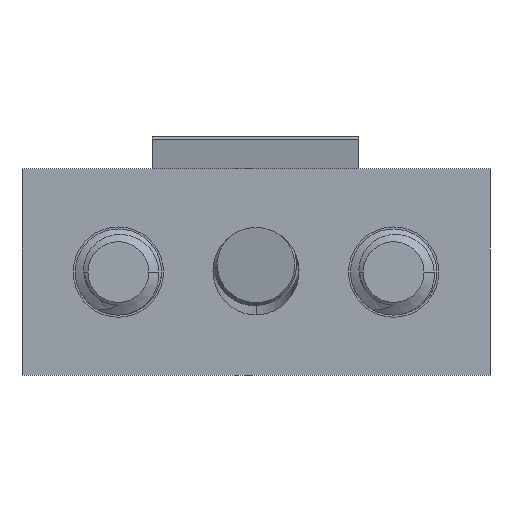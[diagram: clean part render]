
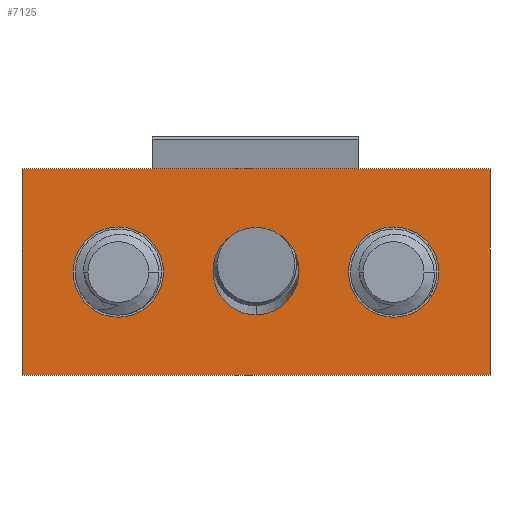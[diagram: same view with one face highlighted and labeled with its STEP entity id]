
A CAD part, front view. The second image highlights one B-rep face of the part: STEP entity #7125.
In plain terms, the highlighted planar face has unit normal (0, -1, 0).
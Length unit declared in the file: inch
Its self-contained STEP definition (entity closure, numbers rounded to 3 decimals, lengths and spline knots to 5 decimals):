
#46 = EDGE_CURVE ( 'NONE', #258, #3966, #4799, .T. ) ;
#136 = ORIENTED_EDGE ( 'NONE', *, *, #4011, .F. ) ;
#201 = EDGE_CURVE ( 'NONE', #2682, #2539, #6417, .T. ) ;
#258 = VERTEX_POINT ( 'NONE', #1478 ) ;
#379 = VECTOR ( 'NONE', #4080, 39.37008 ) ;
#437 = ORIENTED_EDGE ( 'NONE', *, *, #3089, .T. ) ;
#566 = VERTEX_POINT ( 'NONE', #5263 ) ;
#645 = ORIENTED_EDGE ( 'NONE', *, *, #1640, .F. ) ;
#658 = ORIENTED_EDGE ( 'NONE', *, *, #2730, .T. ) ;
#794 = CARTESIAN_POINT ( 'NONE',  ( 0., 0., 0. ) ) ;
#806 = CARTESIAN_POINT ( 'NONE',  ( -0.85, 0., -0.53051 ) ) ;
#814 = DIRECTION ( 'NONE',  ( 0., 0., 1. ) ) ;
#934 = EDGE_CURVE ( 'NONE', #4185, #4774, #7668, .T. ) ;
#993 = CARTESIAN_POINT ( 'NONE',  ( 0., 0., -0.75 ) ) ;
#1032 = ORIENTED_EDGE ( 'NONE', *, *, #2706, .F. ) ;
#1046 = DIRECTION ( 'NONE',  ( 1., 0., 0. ) ) ;
#1083 = LINE ( 'NONE', #5282, #1974 ) ;
#1266 = LINE ( 'NONE', #794, #5216 ) ;
#1312 = EDGE_CURVE ( 'NONE', #2539, #2682, #5492, .T. ) ;
#1422 = ORIENTED_EDGE ( 'NONE', *, *, #1312, .T. ) ;
#1423 = CARTESIAN_POINT ( 'NONE',  ( -1.35, 0., -0.211 ) ) ;
#1462 = CARTESIAN_POINT ( 'NONE',  ( -1.35, 0., -0.375 ) ) ;
#1478 = CARTESIAN_POINT ( 'NONE',  ( -1.7, 0., 0. ) ) ;
#1578 = CARTESIAN_POINT ( 'NONE',  ( -0.85, 0., -0.53051 ) ) ;
#1590 = FACE_BOUND ( 'NONE', #2524, .T. ) ;
#1640 = EDGE_CURVE ( 'NONE', #258, #3348, #3316, .T. ) ;
#1799 = CARTESIAN_POINT ( 'NONE',  ( -0.85, 0., -0.53051 ) ) ;
#1930 =( BOUNDED_CURVE ( )  B_SPLINE_CURVE ( 3, ( #7041, #5018, #7704, #1578 ),
 .UNSPECIFIED., .F., .T. ) 
 B_SPLINE_CURVE_WITH_KNOTS ( ( 4, 4 ),
 ( 0., 3.14159 ),
 .UNSPECIFIED. ) 
 CURVE ( )  GEOMETRIC_REPRESENTATION_ITEM ( )  RATIONAL_B_SPLINE_CURVE ( ( 1., 0.333, 0.333, 1. ) ) 
 REPRESENTATION_ITEM ( '' )  );
#1974 = VECTOR ( 'NONE', #1046, 39.37008 ) ;
#2311 = ORIENTED_EDGE ( 'NONE', *, *, #934, .F. ) ;
#2524 = EDGE_LOOP ( 'NONE', ( #8638, #1422 ) ) ;
#2538 = AXIS2_PLACEMENT_3D ( 'NONE', #3565, #5010, #814 ) ;
#2539 = VERTEX_POINT ( 'NONE', #4384 ) ;
#2682 = VERTEX_POINT ( 'NONE', #1423 ) ;
#2706 = EDGE_CURVE ( 'NONE', #3348, #5636, #1266, .T. ) ;
#2730 = EDGE_CURVE ( 'NONE', #566, #3170, #6356, .T. ) ;
#2773 = CARTESIAN_POINT ( 'NONE',  ( -1.7, 0., 0. ) ) ;
#2873 = CARTESIAN_POINT ( 'NONE',  ( -0.85, 0., -0.21319 ) ) ;
#2944 = DIRECTION ( 'NONE',  ( 0., -1., 0. ) ) ;
#3083 = CARTESIAN_POINT ( 'NONE',  ( -0.35, 0., -0.375 ) ) ;
#3089 = EDGE_CURVE ( 'NONE', #3170, #566, #3987, .T. ) ;
#3170 = VERTEX_POINT ( 'NONE', #4187 ) ;
#3316 = LINE ( 'NONE', #2773, #5775 ) ;
#3348 = VERTEX_POINT ( 'NONE', #8643 ) ;
#3543 = CARTESIAN_POINT ( 'NONE',  ( -0.35, 0., -0.375 ) ) ;
#3565 = CARTESIAN_POINT ( 'NONE',  ( -1.35, 0., -0.375 ) ) ;
#3673 = FACE_OUTER_BOUND ( 'NONE', #5552, .T. ) ;
#3703 = CARTESIAN_POINT ( 'NONE',  ( -1.7, 0., -0.75 ) ) ;
#3857 = EDGE_LOOP ( 'NONE', ( #136, #2311 ) ) ;
#3966 = VERTEX_POINT ( 'NONE', #3703 ) ;
#3987 = CIRCLE ( 'NONE', #7710, 0.164 ) ;
#4011 = EDGE_CURVE ( 'NONE', #4774, #4185, #1930, .T. ) ;
#4029 = DIRECTION ( 'NONE',  ( 0., 1., 0. ) ) ;
#4080 = DIRECTION ( 'NONE',  ( 0., 0., -1. ) ) ;
#4185 = VERTEX_POINT ( 'NONE', #1799 ) ;
#4187 = CARTESIAN_POINT ( 'NONE',  ( -0.35, 0., -0.539 ) ) ;
#4211 = CARTESIAN_POINT ( 'NONE',  ( -1.7, 0., 0. ) ) ;
#4270 = FACE_BOUND ( 'NONE', #3857, .T. ) ;
#4314 = PLANE ( 'NONE',  #5841 ) ;
#4322 = DIRECTION ( 'NONE',  ( 0., 0., 1. ) ) ;
#4330 = CARTESIAN_POINT ( 'NONE',  ( -0.5375, 0., -0.21319 ) ) ;
#4384 = CARTESIAN_POINT ( 'NONE',  ( -1.35, 0., -0.539 ) ) ;
#4422 = ORIENTED_EDGE ( 'NONE', *, *, #7766, .T. ) ;
#4774 = VERTEX_POINT ( 'NONE', #7370 ) ;
#4799 = LINE ( 'NONE', #4211, #379 ) ;
#5010 = DIRECTION ( 'NONE',  ( 0., 1., 0. ) ) ;
#5018 = CARTESIAN_POINT ( 'NONE',  ( -1.1625, 0., -0.21319 ) ) ;
#5073 = FACE_BOUND ( 'NONE', #8778, .T. ) ;
#5168 = DIRECTION ( 'NONE',  ( 0., 1., 0. ) ) ;
#5216 = VECTOR ( 'NONE', #6709, 39.37008 ) ;
#5263 = CARTESIAN_POINT ( 'NONE',  ( -0.35, 0., -0.211 ) ) ;
#5282 = CARTESIAN_POINT ( 'NONE',  ( -1.7, 0., -0.75 ) ) ;
#5492 = CIRCLE ( 'NONE', #6637, 0.164 ) ;
#5552 = EDGE_LOOP ( 'NONE', ( #1032, #645, #8885, #4422 ) ) ;
#5636 = VERTEX_POINT ( 'NONE', #993 ) ;
#5687 = CARTESIAN_POINT ( 'NONE',  ( -1.7, 0., 0. ) ) ;
#5775 = VECTOR ( 'NONE', #7508, 39.37008 ) ;
#5841 = AXIS2_PLACEMENT_3D ( 'NONE', #5687, #2944, #8343 ) ;
#6356 = CIRCLE ( 'NONE', #7520, 0.164 ) ;
#6417 = CIRCLE ( 'NONE', #2538, 0.164 ) ;
#6637 = AXIS2_PLACEMENT_3D ( 'NONE', #1462, #8392, #4322 ) ;
#6709 = DIRECTION ( 'NONE',  ( 0., 0., -1. ) ) ;
#6760 = DIRECTION ( 'NONE',  ( 0., 0., 1. ) ) ;
#7041 = CARTESIAN_POINT ( 'NONE',  ( -0.85, 0., -0.21319 ) ) ;
#7125 = ADVANCED_FACE ( 'NONE', ( #4270, #5073, #1590, #3673 ), #4314, .T. ) ;
#7370 = CARTESIAN_POINT ( 'NONE',  ( -0.85, 0., -0.21319 ) ) ;
#7508 = DIRECTION ( 'NONE',  ( 1., 0., 0. ) ) ;
#7520 = AXIS2_PLACEMENT_3D ( 'NONE', #3543, #4029, #6760 ) ;
#7647 = CARTESIAN_POINT ( 'NONE',  ( -0.5375, 0., -0.53051 ) ) ;
#7668 =( BOUNDED_CURVE ( )  B_SPLINE_CURVE ( 3, ( #806, #7647, #4330, #2873 ),
 .UNSPECIFIED., .F., .T. ) 
 B_SPLINE_CURVE_WITH_KNOTS ( ( 4, 4 ),
 ( 3.14159, 6.28319 ),
 .UNSPECIFIED. ) 
 CURVE ( )  GEOMETRIC_REPRESENTATION_ITEM ( )  RATIONAL_B_SPLINE_CURVE ( ( 1., 0.333, 0.333, 1. ) ) 
 REPRESENTATION_ITEM ( '' )  );
#7704 = CARTESIAN_POINT ( 'NONE',  ( -1.1625, 0., -0.53051 ) ) ;
#7710 = AXIS2_PLACEMENT_3D ( 'NONE', #3083, #5168, #7906 ) ;
#7766 = EDGE_CURVE ( 'NONE', #3966, #5636, #1083, .T. ) ;
#7906 = DIRECTION ( 'NONE',  ( 0., 0., 1. ) ) ;
#8343 = DIRECTION ( 'NONE',  ( 0., 0., -1. ) ) ;
#8392 = DIRECTION ( 'NONE',  ( 0., 1., 0. ) ) ;
#8638 = ORIENTED_EDGE ( 'NONE', *, *, #201, .T. ) ;
#8643 = CARTESIAN_POINT ( 'NONE',  ( 0., 0., 0. ) ) ;
#8778 = EDGE_LOOP ( 'NONE', ( #658, #437 ) ) ;
#8885 = ORIENTED_EDGE ( 'NONE', *, *, #46, .T. ) ;
